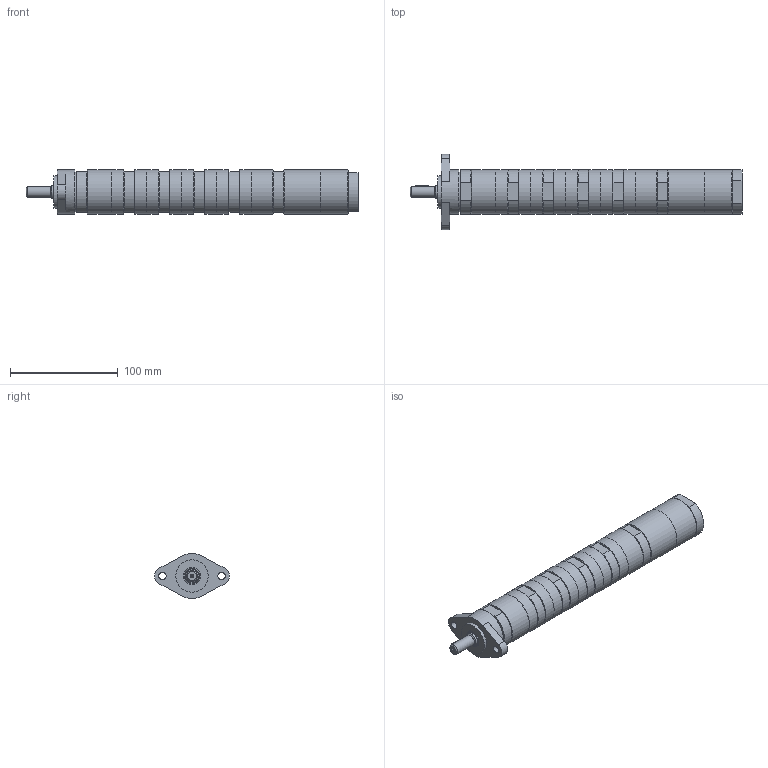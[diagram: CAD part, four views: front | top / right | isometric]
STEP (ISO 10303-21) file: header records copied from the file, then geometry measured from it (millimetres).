
FILE_DESCRIPTION(/* description */ ('MUD 23-5 A17'),/* implementation_level */ '2;1');
FILE_NAME(/* name */ 'MUD 23-5 A17_60023277.stp',/* time_stamp */ '2023-12-04T15:16:19+01:00',/* author */ ('DSteinicke'),/* organization */ (''),/* preprocessor_version */ 'ST-DEVELOPER v19.2',/* originating_system */ 'Autodesk Inventor 2024',/* authorisation */ '');
FILE_SCHEMA (('AUTOMOTIVE_DESIGN { 1 0 10303 214 3 1 1 }'));
Length unit declared in the file: millimetre
Products named in the file (1): 60023277
Bounding box: 308.7 x 69.94 x 41.5 mm (x, y, z)
Volume: 379914.1 mm3; surface area: 44560.9 mm2
Topology: 1 solids, 1 shells, 215 faces, 522 edges, 324 vertices
Faces by surface type: plane 121, cone 44, cylinder 43, bspline 7
Full cylindrical faces by diameter (mm): 1.6 x1, 7 x2, 10 x1, 11.445 x3, 12 x1, 16 x1, 30 x1, 37.99 x2, 41.5 x13
Entity records: 6543 total; most frequent: CARTESIAN_POINT 1280, ORIENTED_EDGE 1042, DIRECTION 1034, EDGE_CURVE 521, AXIS2_PLACEMENT_3D 370, VERTEX_POINT 324, LINE 294, VECTOR 294
